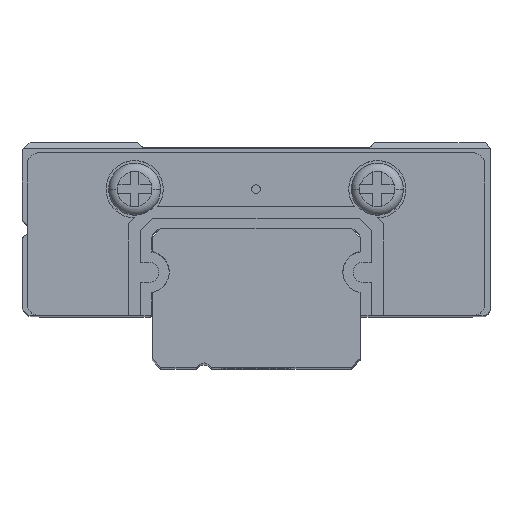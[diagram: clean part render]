
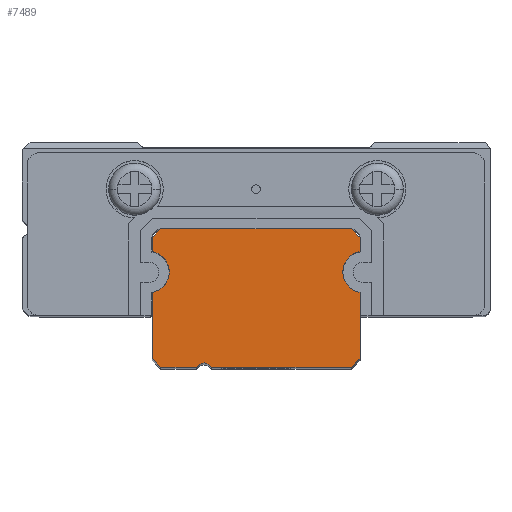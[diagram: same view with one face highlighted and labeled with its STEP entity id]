
A CAD part, top view. The second image highlights one B-rep face of the part: STEP entity #7489.
In plain terms, the highlighted planar face has unit normal (0, 0, 1).
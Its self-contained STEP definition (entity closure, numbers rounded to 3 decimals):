
#123 = VERTEX_POINT ( 'NONE', #8153 ) ;
#136 = LINE ( 'NONE', #7304, #3587 ) ;
#177 = ORIENTED_EDGE ( 'NONE', *, *, #7690, .F. ) ;
#180 = VECTOR ( 'NONE', #1751, 1000. ) ;
#248 = VERTEX_POINT ( 'NONE', #7857 ) ;
#301 = CIRCLE ( 'NONE', #1399, 0.5 ) ;
#359 = CIRCLE ( 'NONE', #6422, 1.19 ) ;
#360 = CARTESIAN_POINT ( 'NONE',  ( -6., 0., 0. ) ) ;
#484 = DIRECTION ( 'NONE',  ( 0.707, -0.707, 0. ) ) ;
#718 = ORIENTED_EDGE ( 'NONE', *, *, #1302, .T. ) ;
#765 = VECTOR ( 'NONE', #6976, 1000. ) ;
#827 = EDGE_CURVE ( 'NONE', #1437, #6518, #8224, .T. ) ;
#928 = CARTESIAN_POINT ( 'NONE',  ( 6., 0., 0. ) ) ;
#951 = CARTESIAN_POINT ( 'NONE',  ( -5.01, 1.5, 0. ) ) ;
#969 = CARTESIAN_POINT ( 'NONE',  ( 4.75, -4.75, 0. ) ) ;
#992 = PLANE ( 'NONE',  #7928 ) ;
#1027 = CARTESIAN_POINT ( 'NONE',  ( -6., 0., 0. ) ) ;
#1031 = DIRECTION ( 'NONE',  ( 1., 0., 0. ) ) ;
#1151 = EDGE_CURVE ( 'NONE', #4004, #123, #7674, .T. ) ;
#1283 = CARTESIAN_POINT ( 'NONE',  ( -6.2, 1.5, 0. ) ) ;
#1302 = EDGE_CURVE ( 'NONE', #6183, #248, #1617, .T. ) ;
#1305 = CARTESIAN_POINT ( 'NONE',  ( -6., 0.326, 0. ) ) ;
#1311 = VECTOR ( 'NONE', #3461, 1000. ) ;
#1399 = AXIS2_PLACEMENT_3D ( 'NONE', #1917, #5843, #8456 ) ;
#1418 = EDGE_CURVE ( 'NONE', #1476, #7841, #1810, .T. ) ;
#1437 = VERTEX_POINT ( 'NONE', #5059 ) ;
#1467 = VECTOR ( 'NONE', #5208, 1000. ) ;
#1476 = VERTEX_POINT ( 'NONE', #4163 ) ;
#1516 = VECTOR ( 'NONE', #1031, 1000. ) ;
#1617 = LINE ( 'NONE', #360, #5513 ) ;
#1634 = EDGE_CURVE ( 'NONE', #8355, #2362, #136, .T. ) ;
#1751 = DIRECTION ( 'NONE',  ( 0., -1., 0. ) ) ;
#1808 = DIRECTION ( 'NONE',  ( 1., 0., 0. ) ) ;
#1810 = CIRCLE ( 'NONE', #4137, 1.19 ) ;
#1884 = CARTESIAN_POINT ( 'NONE',  ( -6., 2.674, 0. ) ) ;
#1904 = CARTESIAN_POINT ( 'NONE',  ( 0., -4., 0. ) ) ;
#1917 = CARTESIAN_POINT ( 'NONE',  ( -3., -4.25, 0. ) ) ;
#2001 = ORIENTED_EDGE ( 'NONE', *, *, #827, .T. ) ;
#2182 = CARTESIAN_POINT ( 'NONE',  ( 6., 2.674, 0. ) ) ;
#2326 = ORIENTED_EDGE ( 'NONE', *, *, #2542, .F. ) ;
#2333 = EDGE_CURVE ( 'NONE', #248, #6069, #5743, .T. ) ;
#2362 = VERTEX_POINT ( 'NONE', #3396 ) ;
#2387 = CIRCLE ( 'NONE', #7202, 1.19 ) ;
#2400 = LINE ( 'NONE', #1027, #765 ) ;
#2409 = DIRECTION ( 'NONE',  ( 0., 0., 1. ) ) ;
#2507 = VECTOR ( 'NONE', #484, 1000. ) ;
#2531 = ORIENTED_EDGE ( 'NONE', *, *, #6708, .F. ) ;
#2542 = EDGE_CURVE ( 'NONE', #4004, #7356, #301, .T. ) ;
#2692 = DIRECTION ( 'NONE',  ( 1., 0., 0. ) ) ;
#2931 = FACE_OUTER_BOUND ( 'NONE', #6632, .T. ) ;
#2997 = DIRECTION ( 'NONE',  ( 0., -1., 0. ) ) ;
#3081 = VERTEX_POINT ( 'NONE', #1884 ) ;
#3200 = DIRECTION ( 'NONE',  ( 0., 0., -1. ) ) ;
#3342 = CARTESIAN_POINT ( 'NONE',  ( -6.2, 1.5, 0. ) ) ;
#3396 = CARTESIAN_POINT ( 'NONE',  ( -6., 3.5, 0. ) ) ;
#3461 = DIRECTION ( 'NONE',  ( 0., -1., 0. ) ) ;
#3507 = CARTESIAN_POINT ( 'NONE',  ( 6., 0., 0. ) ) ;
#3511 = ORIENTED_EDGE ( 'NONE', *, *, #1151, .T. ) ;
#3564 = ORIENTED_EDGE ( 'NONE', *, *, #2333, .T. ) ;
#3587 = VECTOR ( 'NONE', #6098, 1000. ) ;
#3777 = LINE ( 'NONE', #7711, #4431 ) ;
#3825 = DIRECTION ( 'NONE',  ( 0., 0., 1. ) ) ;
#3842 = CARTESIAN_POINT ( 'NONE',  ( 6.2, 1.5, 0. ) ) ;
#3860 = DIRECTION ( 'NONE',  ( 1., 0., 0. ) ) ;
#4004 = VERTEX_POINT ( 'NONE', #5408 ) ;
#4137 = AXIS2_PLACEMENT_3D ( 'NONE', #3842, #3200, #5838 ) ;
#4154 = EDGE_CURVE ( 'NONE', #8355, #6518, #3777, .T. ) ;
#4163 = CARTESIAN_POINT ( 'NONE',  ( 6., 0.326, 0. ) ) ;
#4326 = LINE ( 'NONE', #3507, #180 ) ;
#4333 = CARTESIAN_POINT ( 'NONE',  ( 5.5, 4., 0. ) ) ;
#4391 = ORIENTED_EDGE ( 'NONE', *, *, #5831, .F. ) ;
#4431 = VECTOR ( 'NONE', #3860, 1000. ) ;
#4703 = LINE ( 'NONE', #928, #1311 ) ;
#4905 = CARTESIAN_POINT ( 'NONE',  ( 4.75, 4.75, 0. ) ) ;
#4914 = CARTESIAN_POINT ( 'NONE',  ( -5.5, 4., 0. ) ) ;
#4950 = EDGE_CURVE ( 'NONE', #6183, #5054, #2387, .T. ) ;
#5031 = CARTESIAN_POINT ( 'NONE',  ( 0., -4., 0. ) ) ;
#5054 = VERTEX_POINT ( 'NONE', #951 ) ;
#5059 = CARTESIAN_POINT ( 'NONE',  ( 6., 3.5, 0. ) ) ;
#5208 = DIRECTION ( 'NONE',  ( 1., 0., 0. ) ) ;
#5292 = CARTESIAN_POINT ( 'NONE',  ( -3.433, -4., 0. ) ) ;
#5294 = LINE ( 'NONE', #1904, #1467 ) ;
#5408 = CARTESIAN_POINT ( 'NONE',  ( -2.567, -4., 0. ) ) ;
#5513 = VECTOR ( 'NONE', #2997, 1000. ) ;
#5534 = DIRECTION ( 'NONE',  ( 0.707, 0.707, 0. ) ) ;
#5685 = CARTESIAN_POINT ( 'NONE',  ( 0., 0., 0. ) ) ;
#5743 = LINE ( 'NONE', #6387, #2507 ) ;
#5831 = EDGE_CURVE ( 'NONE', #1437, #7841, #4326, .T. ) ;
#5838 = DIRECTION ( 'NONE',  ( 1., 0., 0. ) ) ;
#5843 = DIRECTION ( 'NONE',  ( 0., 0., 1. ) ) ;
#5861 = ORIENTED_EDGE ( 'NONE', *, *, #8487, .T. ) ;
#5915 = CARTESIAN_POINT ( 'NONE',  ( 6., -3.5, 0. ) ) ;
#5980 = DIRECTION ( 'NONE',  ( 0., 0., 1. ) ) ;
#6046 = CARTESIAN_POINT ( 'NONE',  ( -5.5, -4., 0. ) ) ;
#6069 = VERTEX_POINT ( 'NONE', #6046 ) ;
#6098 = DIRECTION ( 'NONE',  ( -0.707, -0.707, 0. ) ) ;
#6126 = VECTOR ( 'NONE', #5534, 1000. ) ;
#6183 = VERTEX_POINT ( 'NONE', #1305 ) ;
#6332 = DIRECTION ( 'NONE',  ( 1., 0., 0. ) ) ;
#6387 = CARTESIAN_POINT ( 'NONE',  ( -4.75, -4.75, 0. ) ) ;
#6422 = AXIS2_PLACEMENT_3D ( 'NONE', #1283, #3825, #1808 ) ;
#6434 = ORIENTED_EDGE ( 'NONE', *, *, #1634, .T. ) ;
#6518 = VERTEX_POINT ( 'NONE', #4333 ) ;
#6522 = EDGE_CURVE ( 'NONE', #2362, #3081, #2400, .T. ) ;
#6632 = EDGE_LOOP ( 'NONE', ( #718, #3564, #5861, #2326, #3511, #7166, #2531, #7448, #4391, #2001, #8440, #6434, #7565, #177, #7377 ) ) ;
#6708 = EDGE_CURVE ( 'NONE', #1476, #8056, #4703, .T. ) ;
#6725 = EDGE_CURVE ( 'NONE', #123, #8056, #8076, .T. ) ;
#6859 = DIRECTION ( 'NONE',  ( -0.707, 0.707, 0. ) ) ;
#6976 = DIRECTION ( 'NONE',  ( 0., -1., 0. ) ) ;
#7166 = ORIENTED_EDGE ( 'NONE', *, *, #6725, .T. ) ;
#7202 = AXIS2_PLACEMENT_3D ( 'NONE', #3342, #5980, #2692 ) ;
#7304 = CARTESIAN_POINT ( 'NONE',  ( -4.75, 4.75, 0. ) ) ;
#7356 = VERTEX_POINT ( 'NONE', #5292 ) ;
#7377 = ORIENTED_EDGE ( 'NONE', *, *, #4950, .F. ) ;
#7448 = ORIENTED_EDGE ( 'NONE', *, *, #1418, .T. ) ;
#7489 = ADVANCED_FACE ( 'NONE', ( #2931 ), #992, .T. ) ;
#7565 = ORIENTED_EDGE ( 'NONE', *, *, #6522, .T. ) ;
#7674 = LINE ( 'NONE', #5031, #1516 ) ;
#7690 = EDGE_CURVE ( 'NONE', #5054, #3081, #359, .T. ) ;
#7711 = CARTESIAN_POINT ( 'NONE',  ( 0., 4., 0. ) ) ;
#7841 = VERTEX_POINT ( 'NONE', #2182 ) ;
#7857 = CARTESIAN_POINT ( 'NONE',  ( -6., -3.5, 0. ) ) ;
#7928 = AXIS2_PLACEMENT_3D ( 'NONE', #5685, #2409, #6332 ) ;
#8056 = VERTEX_POINT ( 'NONE', #5915 ) ;
#8076 = LINE ( 'NONE', #969, #6126 ) ;
#8153 = CARTESIAN_POINT ( 'NONE',  ( 5.5, -4., 0. ) ) ;
#8224 = LINE ( 'NONE', #4905, #8513 ) ;
#8355 = VERTEX_POINT ( 'NONE', #4914 ) ;
#8440 = ORIENTED_EDGE ( 'NONE', *, *, #4154, .F. ) ;
#8456 = DIRECTION ( 'NONE',  ( 1., 0., 0. ) ) ;
#8487 = EDGE_CURVE ( 'NONE', #6069, #7356, #5294, .T. ) ;
#8513 = VECTOR ( 'NONE', #6859, 1000. ) ;
